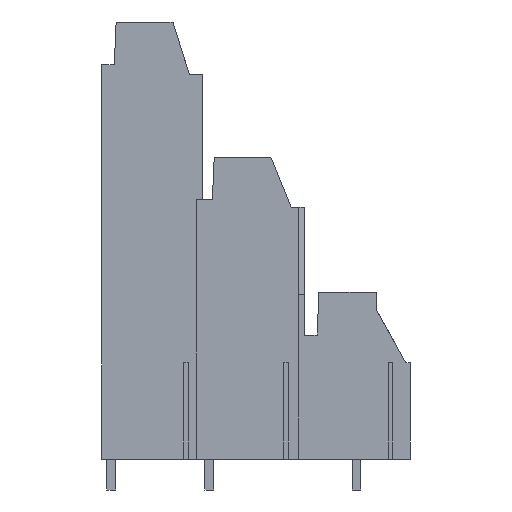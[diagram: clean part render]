
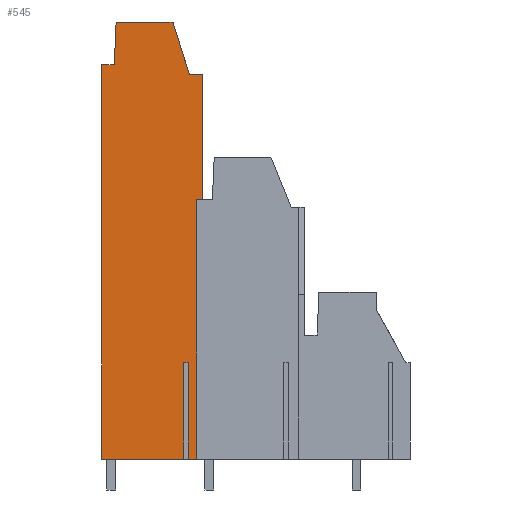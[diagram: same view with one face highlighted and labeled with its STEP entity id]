
A CAD part, left-side view. The second image highlights one B-rep face of the part: STEP entity #545.
In plain terms, the highlighted planar face has unit normal (-1, 0, 0).
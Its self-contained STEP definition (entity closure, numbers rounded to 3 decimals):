
#446=AXIS2_PLACEMENT_3D('Plane Axis2P3D',#443,#444,#445) ;
#109=CARTESIAN_POINT('Vertex',(2.5,30.488,48.47)) ;
#112=CARTESIAN_POINT('Line Origine',(2.5,41.393,48.47)) ;
#116=CARTESIAN_POINT('Vertex',(2.5,24.592,48.47)) ;
#417=CARTESIAN_POINT('Line Origine',(2.5,30.584,46.26)) ;
#421=CARTESIAN_POINT('Vertex',(2.5,30.681,44.05)) ;
#443=CARTESIAN_POINT('Axis2P3D Location',(2.5,21.84,31.2)) ;
#448=CARTESIAN_POINT('Line Origine',(2.5,22.131,25.835)) ;
#452=CARTESIAN_POINT('Vertex',(2.5,22.131,3.2)) ;
#454=CARTESIAN_POINT('Vertex',(2.5,22.131,30.05)) ;
#457=CARTESIAN_POINT('Line Origine',(2.5,26.745,30.05)) ;
#461=CARTESIAN_POINT('Vertex',(2.5,21.49,30.05)) ;
#464=CARTESIAN_POINT('Line Origine',(2.5,21.49,25.835)) ;
#468=CARTESIAN_POINT('Vertex',(2.5,21.49,43.)) ;
#471=CARTESIAN_POINT('Line Origine',(2.5,26.745,43.)) ;
#475=CARTESIAN_POINT('Vertex',(2.5,22.898,43.)) ;
#479=CARTESIAN_POINT('Control Point',(2.5,24.592,48.47)) ;
#480=CARTESIAN_POINT('Control Point',(2.5,22.898,43.)) ;
#482=CARTESIAN_POINT('Line Origine',(2.5,26.745,44.05)) ;
#486=CARTESIAN_POINT('Vertex',(2.5,32.,44.05)) ;
#489=CARTESIAN_POINT('Line Origine',(2.5,32.,25.835)) ;
#493=CARTESIAN_POINT('Vertex',(2.5,32.,3.2)) ;
#496=CARTESIAN_POINT('Line Origine',(2.5,26.745,3.2)) ;
#500=CARTESIAN_POINT('Vertex',(2.5,23.475,3.2)) ;
#503=CARTESIAN_POINT('Line Origine',(2.5,23.475,25.835)) ;
#507=CARTESIAN_POINT('Vertex',(2.5,23.475,13.2)) ;
#510=CARTESIAN_POINT('Line Origine',(2.5,26.745,13.2)) ;
#514=CARTESIAN_POINT('Vertex',(2.5,23.025,13.2)) ;
#517=CARTESIAN_POINT('Line Origine',(2.5,23.025,25.835)) ;
#521=CARTESIAN_POINT('Vertex',(2.5,23.025,3.2)) ;
#524=CARTESIAN_POINT('Line Origine',(2.5,26.745,3.2)) ;
#113=DIRECTION('Vector Direction',(0.,1.,0.)) ;
#418=DIRECTION('Vector Direction',(0.,0.044,-0.999)) ;
#444=DIRECTION('Axis2P3D Direction',(1.,0.,0.)) ;
#445=DIRECTION('Axis2P3D XDirection',(0.,1.,0.)) ;
#449=DIRECTION('Vector Direction',(0.,0.,1.)) ;
#458=DIRECTION('Vector Direction',(0.,1.,0.)) ;
#465=DIRECTION('Vector Direction',(0.,0.,1.)) ;
#472=DIRECTION('Vector Direction',(0.,1.,0.)) ;
#483=DIRECTION('Vector Direction',(0.,1.,0.)) ;
#490=DIRECTION('Vector Direction',(0.,0.,1.)) ;
#497=DIRECTION('Vector Direction',(0.,1.,0.)) ;
#504=DIRECTION('Vector Direction',(0.,0.,1.)) ;
#511=DIRECTION('Vector Direction',(0.,1.,0.)) ;
#518=DIRECTION('Vector Direction',(0.,0.,1.)) ;
#525=DIRECTION('Vector Direction',(0.,1.,0.)) ;
#114=VECTOR('Line Direction',#113,1.) ;
#419=VECTOR('Line Direction',#418,1.) ;
#450=VECTOR('Line Direction',#449,1.) ;
#459=VECTOR('Line Direction',#458,1.) ;
#466=VECTOR('Line Direction',#465,1.) ;
#473=VECTOR('Line Direction',#472,1.) ;
#484=VECTOR('Line Direction',#483,1.) ;
#491=VECTOR('Line Direction',#490,1.) ;
#498=VECTOR('Line Direction',#497,1.) ;
#505=VECTOR('Line Direction',#504,1.) ;
#512=VECTOR('Line Direction',#511,1.) ;
#519=VECTOR('Line Direction',#518,1.) ;
#526=VECTOR('Line Direction',#525,1.) ;
#530=ORIENTED_EDGE('',*,*,#456,.T.) ;
#531=ORIENTED_EDGE('',*,*,#463,.T.) ;
#532=ORIENTED_EDGE('',*,*,#470,.F.) ;
#533=ORIENTED_EDGE('',*,*,#477,.T.) ;
#534=ORIENTED_EDGE('',*,*,#481,.F.) ;
#535=ORIENTED_EDGE('',*,*,#118,.T.) ;
#536=ORIENTED_EDGE('',*,*,#423,.T.) ;
#537=ORIENTED_EDGE('',*,*,#488,.T.) ;
#538=ORIENTED_EDGE('',*,*,#495,.F.) ;
#539=ORIENTED_EDGE('',*,*,#502,.F.) ;
#540=ORIENTED_EDGE('',*,*,#509,.T.) ;
#541=ORIENTED_EDGE('',*,*,#516,.T.) ;
#542=ORIENTED_EDGE('',*,*,#523,.F.) ;
#543=ORIENTED_EDGE('',*,*,#528,.F.) ;
#545=ADVANCED_FACE('housing',(#544),#447,.F.) ;
#478=B_SPLINE_CURVE_WITH_KNOTS('',1,(#479,#480),.UNSPECIFIED.,.F.,.U.,(2,2),(-2.863,2.863),.UNSPECIFIED.) ;
#118=EDGE_CURVE('',#117,#110,#115,.T.) ;
#423=EDGE_CURVE('',#110,#422,#420,.T.) ;
#456=EDGE_CURVE('',#453,#455,#451,.T.) ;
#463=EDGE_CURVE('',#455,#462,#460,.F.) ;
#470=EDGE_CURVE('',#469,#462,#467,.F.) ;
#477=EDGE_CURVE('',#469,#476,#474,.T.) ;
#481=EDGE_CURVE('',#117,#476,#478,.T.) ;
#488=EDGE_CURVE('',#422,#487,#485,.T.) ;
#495=EDGE_CURVE('',#494,#487,#492,.T.) ;
#502=EDGE_CURVE('',#501,#494,#499,.T.) ;
#509=EDGE_CURVE('',#501,#508,#506,.T.) ;
#516=EDGE_CURVE('',#508,#515,#513,.F.) ;
#523=EDGE_CURVE('',#522,#515,#520,.T.) ;
#528=EDGE_CURVE('',#453,#522,#527,.T.) ;
#529=EDGE_LOOP('',(#530,#531,#532,#533,#534,#535,#536,#537,#538,#539,#540,#541,#542,#543)) ;
#544=FACE_OUTER_BOUND('',#529,.T.) ;
#115=LINE('Line',#112,#114) ;
#420=LINE('Line',#417,#419) ;
#451=LINE('Line',#448,#450) ;
#460=LINE('Line',#457,#459) ;
#467=LINE('Line',#464,#466) ;
#474=LINE('Line',#471,#473) ;
#485=LINE('Line',#482,#484) ;
#492=LINE('Line',#489,#491) ;
#499=LINE('Line',#496,#498) ;
#506=LINE('Line',#503,#505) ;
#513=LINE('Line',#510,#512) ;
#520=LINE('Line',#517,#519) ;
#527=LINE('Line',#524,#526) ;
#447=PLANE('',#446) ;
#110=VERTEX_POINT('',#109) ;
#117=VERTEX_POINT('',#116) ;
#422=VERTEX_POINT('',#421) ;
#453=VERTEX_POINT('',#452) ;
#455=VERTEX_POINT('',#454) ;
#462=VERTEX_POINT('',#461) ;
#469=VERTEX_POINT('',#468) ;
#476=VERTEX_POINT('',#475) ;
#487=VERTEX_POINT('',#486) ;
#494=VERTEX_POINT('',#493) ;
#501=VERTEX_POINT('',#500) ;
#508=VERTEX_POINT('',#507) ;
#515=VERTEX_POINT('',#514) ;
#522=VERTEX_POINT('',#521) ;
